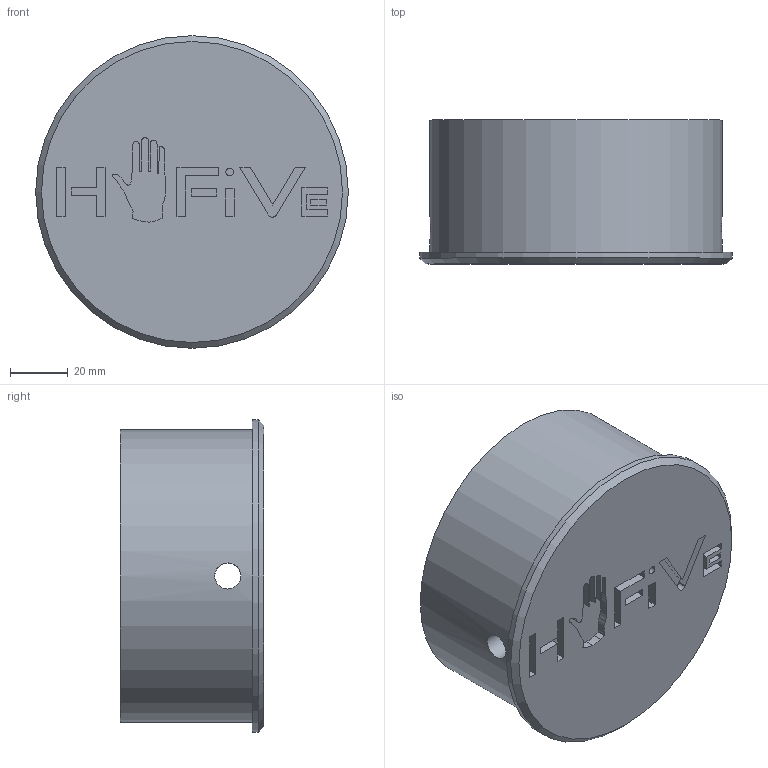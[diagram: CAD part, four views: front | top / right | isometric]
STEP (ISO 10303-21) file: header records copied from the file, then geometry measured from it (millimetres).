
FILE_DESCRIPTION(/* description */ (''),/* implementation_level */ '2;1');
FILE_NAME(/* name */ 'inlay_back_series.step',/* time_stamp */ '2024-09-25T16:55:19+02:00',/* author */ (''),/* organization */ (''),/* preprocessor_version */ 'ST-DEVELOPER v20',/* originating_system */ 'Autodesk Translation Framework v13.20.0.188',/* authorisation */ '');
FILE_SCHEMA (('AUTOMOTIVE_DESIGN { 1 0 10303 214 3 1 1 }'));
Length unit declared in the file: millimetre
Products named in the file (1): inlay_back_rev1-2
Bounding box: 108 x 49.72 x 108 mm (x, y, z)
Volume: 143032.9 mm3; surface area: 48831.5 mm2
Topology: 1 solids, 1 shells, 139 faces, 374 edges, 248 vertices
Faces by surface type: plane 87, cylinder 48, cone 2, torus 2
Full cylindrical faces by diameter (mm): 2.654 x1, 9 x1, 91 x1, 101 x1, 108 x1
Entity records: 4538 total; most frequent: CARTESIAN_POINT 938, ORIENTED_EDGE 748, DIRECTION 732, EDGE_CURVE 374, LINE 264, VECTOR 264, VERTEX_POINT 248, AXIS2_PLACEMENT_3D 234
